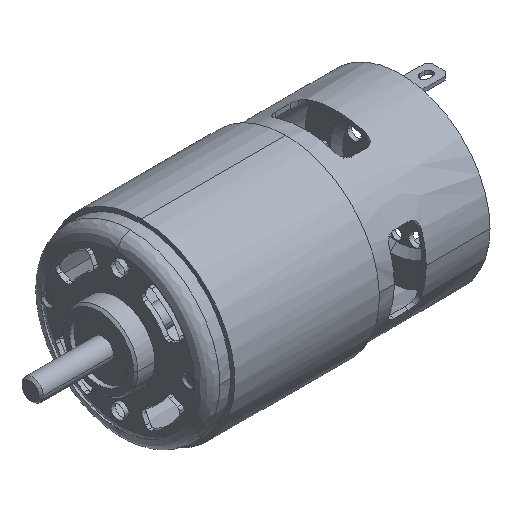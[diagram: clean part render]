
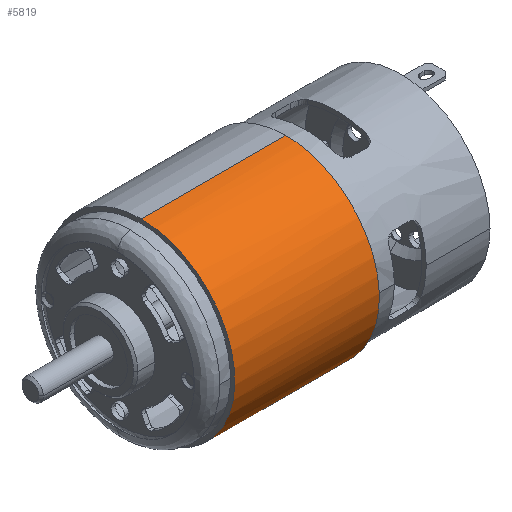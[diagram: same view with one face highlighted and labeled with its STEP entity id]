
A CAD part, isometric view. The second image highlights one B-rep face of the part: STEP entity #5819.
In plain terms, the highlighted free-form (B-spline) face has degree [2, 1] with [5, 2] control points.
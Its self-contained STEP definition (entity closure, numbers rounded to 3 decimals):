
#5591 = EDGE_CURVE('',#5592,#5594,#5596,.T.);
#5592 = VERTEX_POINT('',#5593);
#5593 = CARTESIAN_POINT('',(23.313,0.,
    -19.726));
#5594 = VERTEX_POINT('',#5595);
#5595 = CARTESIAN_POINT('',(53.799,0.,
    -19.726));
#5596 = B_SPLINE_CURVE_WITH_KNOTS('',1,(#5597,#5598),.UNSPECIFIED.,.F.,
  .F.,(2,2),(0.,34.),.PIECEWISE_BEZIER_KNOTS.);
#5597 = CARTESIAN_POINT('',(23.313,0.,
    -19.726));
#5598 = CARTESIAN_POINT('',(53.799,0.,
    -19.726));
#5631 = EDGE_CURVE('',#5632,#5634,#5636,.T.);
#5632 = VERTEX_POINT('',#5633);
#5633 = CARTESIAN_POINT('',(53.799,0.,
    19.726));
#5634 = VERTEX_POINT('',#5635);
#5635 = CARTESIAN_POINT('',(23.313,0.,
    19.726));
#5636 = B_SPLINE_CURVE_WITH_KNOTS('',1,(#5637,#5638),.UNSPECIFIED.,.F.,
  .F.,(2,2),(0.,34.),.PIECEWISE_BEZIER_KNOTS.);
#5637 = CARTESIAN_POINT('',(53.799,0.,
    19.726));
#5638 = CARTESIAN_POINT('',(23.313,0.,
    19.726));
#5819 = ADVANCED_FACE('',(#5820),#5840,.T.);
#5820 = FACE_BOUND('',#5821,.T.);
#5821 = EDGE_LOOP('',(#5822,#5823,#5831,#5832));
#5822 = ORIENTED_EDGE('',*,*,#5631,.T.);
#5823 = ORIENTED_EDGE('',*,*,#5824,.T.);
#5824 = EDGE_CURVE('',#5634,#5592,#5825,.T.);
#5825 = ( BOUNDED_CURVE() B_SPLINE_CURVE(2,(#5826,#5827,#5828,#5829,
#5830),.UNSPECIFIED.,.F.,.F.) B_SPLINE_CURVE_WITH_KNOTS((3,2,3),(0.,
1.571,3.142),.PIECEWISE_BEZIER_KNOTS.) CURVE() 
GEOMETRIC_REPRESENTATION_ITEM() RATIONAL_B_SPLINE_CURVE((1.,
0.707,1.,0.707,1.)) REPRESENTATION_ITEM('') );
#5826 = CARTESIAN_POINT('',(23.313,0.,19.726));
#5827 = CARTESIAN_POINT('',(23.313,-19.726,
    19.726));
#5828 = CARTESIAN_POINT('',(23.313,-19.726,
    0.));
#5829 = CARTESIAN_POINT('',(23.313,-19.726,
    -19.726));
#5830 = CARTESIAN_POINT('',(23.313,0.,
    -19.726));
#5831 = ORIENTED_EDGE('',*,*,#5591,.T.);
#5832 = ORIENTED_EDGE('',*,*,#5833,.T.);
#5833 = EDGE_CURVE('',#5594,#5632,#5834,.T.);
#5834 = ( BOUNDED_CURVE() B_SPLINE_CURVE(2,(#5835,#5836,#5837,#5838,
#5839),.UNSPECIFIED.,.F.,.F.) B_SPLINE_CURVE_WITH_KNOTS((3,2,3),(
    3.142,4.712,6.283),
.PIECEWISE_BEZIER_KNOTS.) CURVE() GEOMETRIC_REPRESENTATION_ITEM() 
RATIONAL_B_SPLINE_CURVE((1.,0.707,1.,0.707,1.)) 
REPRESENTATION_ITEM('') );
#5835 = CARTESIAN_POINT('',(53.799,0.,
    -19.726));
#5836 = CARTESIAN_POINT('',(53.799,-19.726,
    -19.726));
#5837 = CARTESIAN_POINT('',(53.799,-19.726,
    0.));
#5838 = CARTESIAN_POINT('',(53.799,-19.726,
    19.726));
#5839 = CARTESIAN_POINT('',(53.799,0.,
    19.726));
#5840 = ( BOUNDED_SURFACE() B_SPLINE_SURFACE(2,1,(
    (#5841,#5842)
    ,(#5843,#5844)
    ,(#5845,#5846)
    ,(#5847,#5848)
    ,(#5849,#5850
)),.UNSPECIFIED.,.F.,.F.,.F.) B_SPLINE_SURFACE_WITH_KNOTS((3,2,3),(2,2),
  (3.142,4.712,6.283),(0.,34.),
.PIECEWISE_BEZIER_KNOTS.) GEOMETRIC_REPRESENTATION_ITEM() 
RATIONAL_B_SPLINE_SURFACE((
    (1.,1.)
    ,(0.707,0.707)
    ,(1.,1.)
    ,(0.707,0.707)
,(1.,1.))) REPRESENTATION_ITEM('') SURFACE() );
#5841 = CARTESIAN_POINT('',(53.799,0.,
    -19.726));
#5842 = CARTESIAN_POINT('',(23.313,0.,
    -19.726));
#5843 = CARTESIAN_POINT('',(53.799,-19.726,
    -19.726));
#5844 = CARTESIAN_POINT('',(23.313,-19.726,
    -19.726));
#5845 = CARTESIAN_POINT('',(53.799,-19.726,
    0.));
#5846 = CARTESIAN_POINT('',(23.313,-19.726,
    0.));
#5847 = CARTESIAN_POINT('',(53.799,-19.726,
    19.726));
#5848 = CARTESIAN_POINT('',(23.313,-19.726,
    19.726));
#5849 = CARTESIAN_POINT('',(53.799,0.,
    19.726));
#5850 = CARTESIAN_POINT('',(23.313,0.,
    19.726));
